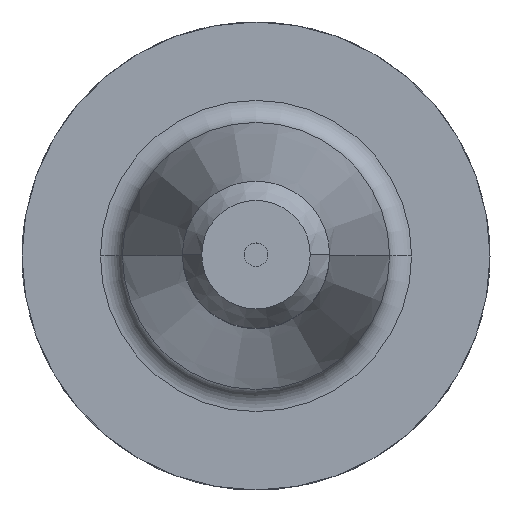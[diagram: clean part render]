
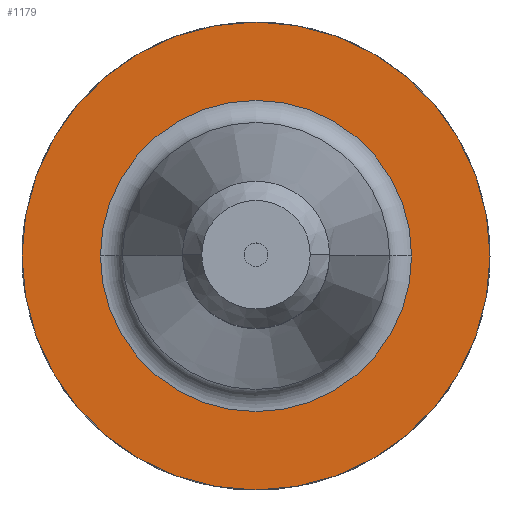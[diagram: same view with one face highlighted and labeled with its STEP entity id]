
A CAD part, top view. The second image highlights one B-rep face of the part: STEP entity #1179.
In plain terms, the highlighted planar face has unit normal (0, 0, 1).
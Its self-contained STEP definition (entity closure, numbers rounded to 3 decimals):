
#5 = FACE_BOUND ( 'NONE', #123, .T. ) ;
#33 = DIRECTION ( 'NONE',  ( -1., 0., 0. ) ) ;
#36 = EDGE_CURVE ( 'NONE', #815, #752, #444, .T. ) ;
#47 = VERTEX_POINT ( 'NONE', #127 ) ;
#50 = FACE_OUTER_BOUND ( 'NONE', #658, .T. ) ;
#80 = AXIS2_PLACEMENT_3D ( 'NONE', #1173, #416, #1293 ) ;
#123 = EDGE_LOOP ( 'NONE', ( #1235, #1038 ) ) ;
#127 = CARTESIAN_POINT ( 'NONE',  ( 20.946, 0., 27. ) ) ;
#159 = AXIS2_PLACEMENT_3D ( 'NONE', #1550, #808, #33 ) ;
#209 = EDGE_CURVE ( 'NONE', #752, #815, #1589, .T. ) ;
#224 = EDGE_CURVE ( 'NONE', #47, #431, #1624, .T. ) ;
#245 = DIRECTION ( 'NONE',  ( 0., 0., -1. ) ) ;
#313 = DIRECTION ( 'NONE',  ( 0., 0., -1. ) ) ;
#360 = AXIS2_PLACEMENT_3D ( 'NONE', #1077, #313, #1202 ) ;
#416 = DIRECTION ( 'NONE',  ( 0., 0., -1. ) ) ;
#431 = VERTEX_POINT ( 'NONE', #976 ) ;
#444 = CIRCLE ( 'NONE', #1061, 31.5 ) ;
#516 = DIRECTION ( 'NONE',  ( 0., 0., -1. ) ) ;
#542 = ORIENTED_EDGE ( 'NONE', *, *, #36, .F. ) ;
#646 = CARTESIAN_POINT ( 'NONE',  ( -31.5, 0., 27. ) ) ;
#658 = EDGE_LOOP ( 'NONE', ( #542, #1105 ) ) ;
#739 = DIRECTION ( 'NONE',  ( -1., 0., 0. ) ) ;
#752 = VERTEX_POINT ( 'NONE', #1545 ) ;
#808 = DIRECTION ( 'NONE',  ( 0., 0., -1. ) ) ;
#815 = VERTEX_POINT ( 'NONE', #646 ) ;
#829 = PLANE ( 'NONE',  #360 ) ;
#975 = CARTESIAN_POINT ( 'NONE',  ( 0., 0., 27. ) ) ;
#976 = CARTESIAN_POINT ( 'NONE',  ( -20.946, 0., 27. ) ) ;
#1017 = CARTESIAN_POINT ( 'NONE',  ( 0., 0., 27. ) ) ;
#1038 = ORIENTED_EDGE ( 'NONE', *, *, #224, .T. ) ;
#1061 = AXIS2_PLACEMENT_3D ( 'NONE', #1017, #245, #1141 ) ;
#1077 = CARTESIAN_POINT ( 'NONE',  ( 0., 31.5, 27. ) ) ;
#1105 = ORIENTED_EDGE ( 'NONE', *, *, #209, .F. ) ;
#1141 = DIRECTION ( 'NONE',  ( -1., 0., 0. ) ) ;
#1173 = CARTESIAN_POINT ( 'NONE',  ( 0., 0., 27. ) ) ;
#1179 = ADVANCED_FACE ( 'NONE', ( #5, #50 ), #829, .F. ) ;
#1202 = DIRECTION ( 'NONE',  ( -1., 0., 0. ) ) ;
#1235 = ORIENTED_EDGE ( 'NONE', *, *, #1500, .T. ) ;
#1251 = CIRCLE ( 'NONE', #1306, 20.946 ) ;
#1293 = DIRECTION ( 'NONE',  ( -1., 0., 0. ) ) ;
#1306 = AXIS2_PLACEMENT_3D ( 'NONE', #975, #516, #739 ) ;
#1500 = EDGE_CURVE ( 'NONE', #431, #47, #1251, .T. ) ;
#1545 = CARTESIAN_POINT ( 'NONE',  ( 31.5, 0., 27. ) ) ;
#1550 = CARTESIAN_POINT ( 'NONE',  ( 0., 0., 27. ) ) ;
#1589 = CIRCLE ( 'NONE', #80, 31.5 ) ;
#1624 = CIRCLE ( 'NONE', #159, 20.946 ) ;
